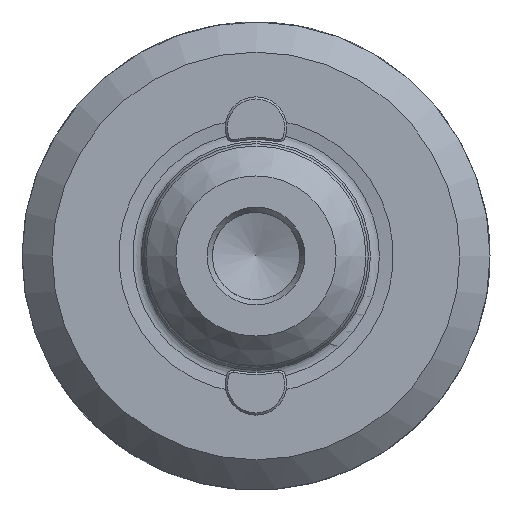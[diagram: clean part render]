
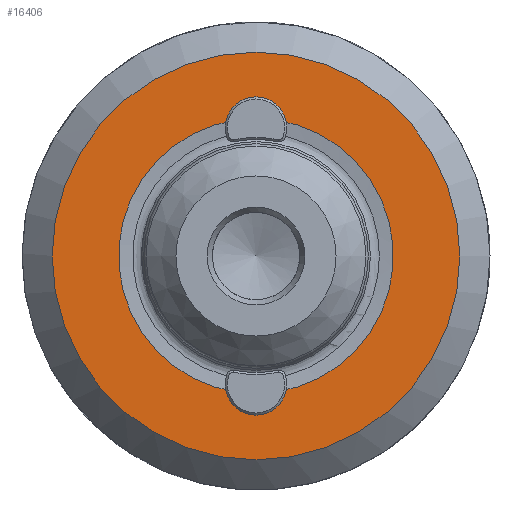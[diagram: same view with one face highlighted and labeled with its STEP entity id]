
A CAD part, left-side view. The second image highlights one B-rep face of the part: STEP entity #16406.
In plain terms, the highlighted planar face has unit normal (-1, 0, 0).
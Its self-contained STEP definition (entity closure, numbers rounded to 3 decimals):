
#88 = EDGE_LOOP ( 'NONE', ( #913, #5629, #19153, #14115 ) ) ;
#913 = ORIENTED_EDGE ( 'NONE', *, *, #22878, .F. ) ;
#1061 = EDGE_CURVE ( 'NONE', #14135, #22102, #2992, .T. ) ;
#1895 = CIRCLE ( 'NONE', #13306, 9.8 ) ;
#2274 = CARTESIAN_POINT ( 'NONE',  ( -33., -0.894, -6.543 ) ) ;
#2438 = AXIS2_PLACEMENT_3D ( 'NONE', #8701, #21197, #10513 ) ;
#2992 = CIRCLE ( 'NONE', #3411, 0.9 ) ;
#3411 = AXIS2_PLACEMENT_3D ( 'NONE', #6357, #17168, #12009 ) ;
#3529 = VERTEX_POINT ( 'NONE', #15237 ) ;
#3558 = EDGE_CURVE ( 'NONE', #22102, #5913, #19929, .T. ) ;
#3951 = AXIS2_PLACEMENT_3D ( 'NONE', #19759, #12674, #14313 ) ;
#5629 = ORIENTED_EDGE ( 'NONE', *, *, #7657, .F. ) ;
#5913 = VERTEX_POINT ( 'NONE', #18609 ) ;
#6357 = CARTESIAN_POINT ( 'NONE',  ( -33., 0., -6.65 ) ) ;
#7657 = EDGE_CURVE ( 'NONE', #5913, #3529, #10078, .T. ) ;
#8355 = EDGE_CURVE ( 'NONE', #18692, #18692, #1895, .T. ) ;
#8625 = PLANE ( 'NONE',  #2438 ) ;
#8701 = CARTESIAN_POINT ( 'NONE',  ( -33., -6.603, 0. ) ) ;
#9212 = CIRCLE ( 'NONE', #20976, 6.603 ) ;
#10056 = CARTESIAN_POINT ( 'NONE',  ( -33., 0., 0. ) ) ;
#10078 = CIRCLE ( 'NONE', #3951, 0.9 ) ;
#10513 = DIRECTION ( 'NONE',  ( 0., 1., 0. ) ) ;
#12009 = DIRECTION ( 'NONE',  ( 0., 0., 1. ) ) ;
#12674 = DIRECTION ( 'NONE',  ( -1., 0., 0. ) ) ;
#12932 = ORIENTED_EDGE ( 'NONE', *, *, #8355, .T. ) ;
#13175 = DIRECTION ( 'NONE',  ( 0., -1., 0. ) ) ;
#13306 = AXIS2_PLACEMENT_3D ( 'NONE', #19441, #19350, #17810 ) ;
#13671 = DIRECTION ( 'NONE',  ( 0., -1., 0. ) ) ;
#14115 = ORIENTED_EDGE ( 'NONE', *, *, #1061, .F. ) ;
#14135 = VERTEX_POINT ( 'NONE', #22181 ) ;
#14313 = DIRECTION ( 'NONE',  ( 0., 0., 1. ) ) ;
#15237 = CARTESIAN_POINT ( 'NONE',  ( -33., 0.894, 6.543 ) ) ;
#16325 = CARTESIAN_POINT ( 'NONE',  ( -33., -9.8, 0. ) ) ;
#16342 = FACE_OUTER_BOUND ( 'NONE', #18436, .T. ) ;
#16406 = ADVANCED_FACE ( 'NONE', ( #21093, #16342 ), #8625, .F. ) ;
#16681 = AXIS2_PLACEMENT_3D ( 'NONE', #10056, #22545, #13671 ) ;
#17168 = DIRECTION ( 'NONE',  ( -1., 0., 0. ) ) ;
#17810 = DIRECTION ( 'NONE',  ( 0., -1., 0. ) ) ;
#18436 = EDGE_LOOP ( 'NONE', ( #12932 ) ) ;
#18609 = CARTESIAN_POINT ( 'NONE',  ( -33., -0.894, 6.543 ) ) ;
#18692 = VERTEX_POINT ( 'NONE', #16325 ) ;
#19153 = ORIENTED_EDGE ( 'NONE', *, *, #3558, .F. ) ;
#19350 = DIRECTION ( 'NONE',  ( -1., 0., 0. ) ) ;
#19441 = CARTESIAN_POINT ( 'NONE',  ( -33., 0., 0. ) ) ;
#19759 = CARTESIAN_POINT ( 'NONE',  ( -33., 0., 6.65 ) ) ;
#19929 = CIRCLE ( 'NONE', #16681, 6.603 ) ;
#20976 = AXIS2_PLACEMENT_3D ( 'NONE', #22203, #22053, #13175 ) ;
#21093 = FACE_BOUND ( 'NONE', #88, .T. ) ;
#21197 = DIRECTION ( 'NONE',  ( 1., 0., 0. ) ) ;
#22053 = DIRECTION ( 'NONE',  ( -1., 0., 0. ) ) ;
#22102 = VERTEX_POINT ( 'NONE', #2274 ) ;
#22181 = CARTESIAN_POINT ( 'NONE',  ( -33., 0.894, -6.543 ) ) ;
#22203 = CARTESIAN_POINT ( 'NONE',  ( -33., 0., 0. ) ) ;
#22545 = DIRECTION ( 'NONE',  ( -1., 0., 0. ) ) ;
#22878 = EDGE_CURVE ( 'NONE', #3529, #14135, #9212, .T. ) ;
